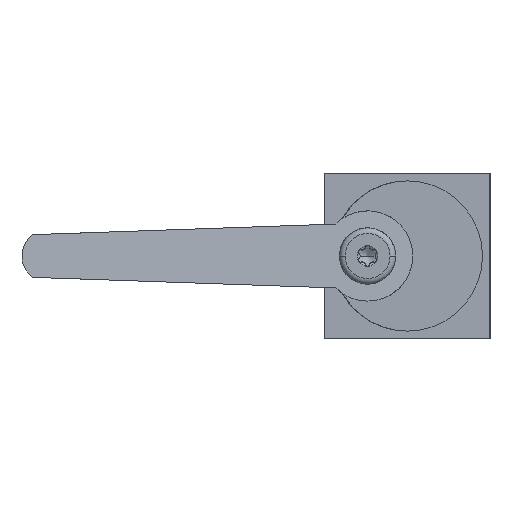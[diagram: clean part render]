
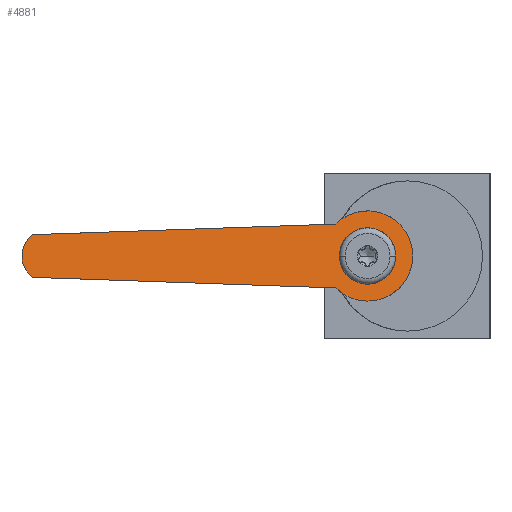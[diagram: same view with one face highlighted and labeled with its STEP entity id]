
A CAD part, left-side view. The second image highlights one B-rep face of the part: STEP entity #4881.
In plain terms, the highlighted planar face has unit normal (-0.966, -0.259, 0).
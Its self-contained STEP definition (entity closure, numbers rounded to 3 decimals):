
#553=CARTESIAN_POINT('',(-42.118,41.071,-30.5));
#554=CARTESIAN_POINT('',(-42.005,40.648,-30.921));
#555=CARTESIAN_POINT('',(-41.8,39.883,-31.569));
#556=CARTESIAN_POINT('',(-41.43,38.501,-32.5));
#557=CARTESIAN_POINT('',(-41.015,36.951,-33.235));
#558=CARTESIAN_POINT('',(-40.557,35.244,-33.746));
#559=CARTESIAN_POINT('',(-39.986,33.114,-34.068));
#560=CARTESIAN_POINT('',(-39.33,30.665,-33.954));
#561=CARTESIAN_POINT('',(-38.612,27.983,-33.191));
#562=CARTESIAN_POINT('',(-37.958,25.542,-31.841));
#563=CARTESIAN_POINT('',(-37.47,23.724,-30.192));
#564=CARTESIAN_POINT('',(-37.126,22.439,-28.459));
#565=CARTESIAN_POINT('',(-36.898,21.587,-26.887));
#566=CARTESIAN_POINT('',(-36.742,21.005,-25.266));
#567=CARTESIAN_POINT('',(-36.656,20.684,-23.618));
#568=CARTESIAN_POINT('',(-36.633,20.6,-22.607));
#569=CARTESIAN_POINT('',(-36.633,20.6,-22.));
#575=CARTESIAN_POINT('',(-41.858,40.1,-22.));
#576=CARTESIAN_POINT('',(-41.858,40.1,-22.884));
#577=CARTESIAN_POINT('',(-41.773,39.78,-24.793));
#578=CARTESIAN_POINT('',(-41.312,38.06,-27.462));
#579=CARTESIAN_POINT('',(-40.717,35.842,-28.893));
#580=CARTESIAN_POINT('',(-40.212,33.955,-29.421));
#581=CARTESIAN_POINT('',(-39.849,32.6,-29.539));
#582=CARTESIAN_POINT('',(-39.486,31.245,-29.421));
#583=CARTESIAN_POINT('',(-38.98,29.358,-28.893));
#584=CARTESIAN_POINT('',(-38.386,27.14,-27.462));
#585=CARTESIAN_POINT('',(-37.925,25.42,-24.793));
#586=CARTESIAN_POINT('',(-37.839,25.1,-22.884));
#587=CARTESIAN_POINT('',(-37.839,25.1,-22.));
#589=CARTESIAN_POINT('',(-37.839,25.1,-22.));
#590=CARTESIAN_POINT('',(-37.839,25.1,-21.116));
#591=CARTESIAN_POINT('',(-37.925,25.42,-19.207));
#592=CARTESIAN_POINT('',(-38.386,27.14,-16.538));
#593=CARTESIAN_POINT('',(-38.98,29.358,-15.107));
#594=CARTESIAN_POINT('',(-39.486,31.245,-14.579));
#595=CARTESIAN_POINT('',(-39.849,32.6,-14.461));
#596=CARTESIAN_POINT('',(-40.212,33.955,-14.579));
#597=CARTESIAN_POINT('',(-40.717,35.842,-15.107));
#598=CARTESIAN_POINT('',(-41.312,38.06,-16.538));
#599=CARTESIAN_POINT('',(-41.773,39.78,-19.207));
#600=CARTESIAN_POINT('',(-41.858,40.1,-21.116));
#601=CARTESIAN_POINT('',(-41.858,40.1,-22.));
#603=DIRECTION('',(0.259,-0.965,-0.034));
#604=VECTOR('',#603,83.507);
#605=CARTESIAN_POINT('',(-63.719,121.686,-27.685));
#606=LINE('',#605,#604);
#656=CARTESIAN_POINT('',(-36.633,20.6,-22.));
#657=CARTESIAN_POINT('',(-36.633,20.6,-21.393));
#658=CARTESIAN_POINT('',(-36.656,20.684,-20.382));
#659=CARTESIAN_POINT('',(-36.742,21.005,-18.734));
#660=CARTESIAN_POINT('',(-36.898,21.587,-17.113));
#661=CARTESIAN_POINT('',(-37.126,22.439,-15.541));
#662=CARTESIAN_POINT('',(-37.47,23.724,-13.808));
#663=CARTESIAN_POINT('',(-37.958,25.542,-12.159));
#664=CARTESIAN_POINT('',(-38.612,27.983,-10.809));
#665=CARTESIAN_POINT('',(-39.33,30.665,-10.046));
#666=CARTESIAN_POINT('',(-39.986,33.114,-9.932));
#667=CARTESIAN_POINT('',(-40.557,35.244,-10.254));
#668=CARTESIAN_POINT('',(-41.015,36.951,-10.765));
#669=CARTESIAN_POINT('',(-41.43,38.501,-11.5));
#670=CARTESIAN_POINT('',(-41.8,39.883,-12.431));
#671=CARTESIAN_POINT('',(-42.005,40.648,-13.079));
#672=CARTESIAN_POINT('',(-42.118,41.071,-13.5));
#686=DIRECTION('',(-0.259,0.965,-0.034));
#687=VECTOR('',#686,83.507);
#688=CARTESIAN_POINT('',(-42.118,41.071,-13.5));
#689=LINE('',#688,#687);
#719=CARTESIAN_POINT('',(-63.719,121.686,-16.315));
#720=CARTESIAN_POINT('',(-63.896,122.345,-16.789));
#721=CARTESIAN_POINT('',(-64.136,123.24,-17.736));
#722=CARTESIAN_POINT('',(-64.428,124.332,-19.631));
#723=CARTESIAN_POINT('',(-64.548,124.78,-22.));
#724=CARTESIAN_POINT('',(-64.428,124.332,-24.369));
#725=CARTESIAN_POINT('',(-64.136,123.24,-26.264));
#726=CARTESIAN_POINT('',(-63.896,122.345,-27.211));
#727=CARTESIAN_POINT('',(-63.719,121.686,-27.685));
#3242=CARTESIAN_POINT('',(-63.719,121.686,
-27.685));
#3243=CARTESIAN_POINT('',(-42.118,41.071,-30.5));
#3244=VERTEX_POINT('',#3242);
#3245=VERTEX_POINT('',#3243);
#3252=VERTEX_POINT('',#719);
#3255=CARTESIAN_POINT('',(-42.118,41.071,-13.5));
#3256=VERTEX_POINT('',#3255);
#3273=VERTEX_POINT('',#569);
#3274=VERTEX_POINT('',#575);
#3275=VERTEX_POINT('',#587);
#4859=CARTESIAN_POINT('',(-50.567,72.601,
-22.));
#4860=DIRECTION('',(0.966,0.259,0.));
#4861=DIRECTION('',(-0.259,0.966,0.));
#4862=AXIS2_PLACEMENT_3D('',#4859,#4860,#4861);
#4863=PLANE('',#4862);
#4865=ORIENTED_EDGE('',*,*,#4864,.F.);
#4867=ORIENTED_EDGE('',*,*,#4866,.F.);
#4869=ORIENTED_EDGE('',*,*,#4868,.F.);
#4871=ORIENTED_EDGE('',*,*,#4870,.F.);
#4872=ORIENTED_EDGE('',*,*,#4845,.F.);
#4873=EDGE_LOOP('',(#4865,#4867,#4869,#4871,#4872));
#4874=FACE_OUTER_BOUND('',#4873,.F.);
#4876=ORIENTED_EDGE('',*,*,#4875,.T.);
#4878=ORIENTED_EDGE('',*,*,#4877,.T.);
#4879=EDGE_LOOP('',(#4876,#4878));
#4880=FACE_BOUND('',#4879,.F.);
#4881=ADVANCED_FACE('',(#4874,#4880),#4863,.F.);
#570=B_SPLINE_CURVE_WITH_KNOTS('',3,(#553,#554,#555,#556,#557,#558,#559,#560,
#561,#562,#563,#564,#565,#566,#567,#568,#569),.UNSPECIFIED.,.F.,.F.,(4,1,1,1,1,
1,1,1,1,1,1,1,1,1,4),(0.,0.031,0.063,0.125,0.188,0.25,0.375,
0.5,0.625,0.75,0.813,0.875,0.938,0.969,1.),.UNSPECIFIED.);
#588=B_SPLINE_CURVE_WITH_KNOTS('',3,(#575,#576,#577,#578,#579,#580,#581,#582,
#583,#584,#585,#586,#587),.UNSPECIFIED.,.F.,.F.,(4,1,1,1,1,1,1,1,1,1,4),(0.,
0.125,0.25,0.375,0.438,0.5,0.563,0.625,0.75,0.875,1.),
.UNSPECIFIED.);
#602=B_SPLINE_CURVE_WITH_KNOTS('',3,(#589,#590,#591,#592,#593,#594,#595,#596,
#597,#598,#599,#600,#601),.UNSPECIFIED.,.F.,.F.,(4,1,1,1,1,1,1,1,1,1,4),(0.,
0.125,0.25,0.375,0.438,0.5,0.563,0.625,0.75,0.875,1.),
.UNSPECIFIED.);
#673=B_SPLINE_CURVE_WITH_KNOTS('',3,(#656,#657,#658,#659,#660,#661,#662,#663,
#664,#665,#666,#667,#668,#669,#670,#671,#672),.UNSPECIFIED.,.F.,.F.,(4,1,1,1,1,
1,1,1,1,1,1,1,1,1,4),(0.,0.031,0.063,0.125,0.188,0.25,0.375,
0.5,0.625,0.75,0.813,0.875,0.938,0.969,1.),.UNSPECIFIED.);
#728=B_SPLINE_CURVE_WITH_KNOTS('',3,(#719,#720,#721,#722,#723,#724,#725,#726,
#727),.UNSPECIFIED.,.F.,.F.,(4,1,1,1,1,1,4),(0.,0.125,0.25,0.5,0.75,
0.875,1.),.UNSPECIFIED.);
#4845=EDGE_CURVE('',#3245,#3273,#570,.T.);
#4864=EDGE_CURVE('',#3244,#3245,#606,.T.);
#4866=EDGE_CURVE('',#3252,#3244,#728,.T.);
#4868=EDGE_CURVE('',#3256,#3252,#689,.T.);
#4870=EDGE_CURVE('',#3273,#3256,#673,.T.);
#4875=EDGE_CURVE('',#3274,#3275,#588,.T.);
#4877=EDGE_CURVE('',#3275,#3274,#602,.T.);
